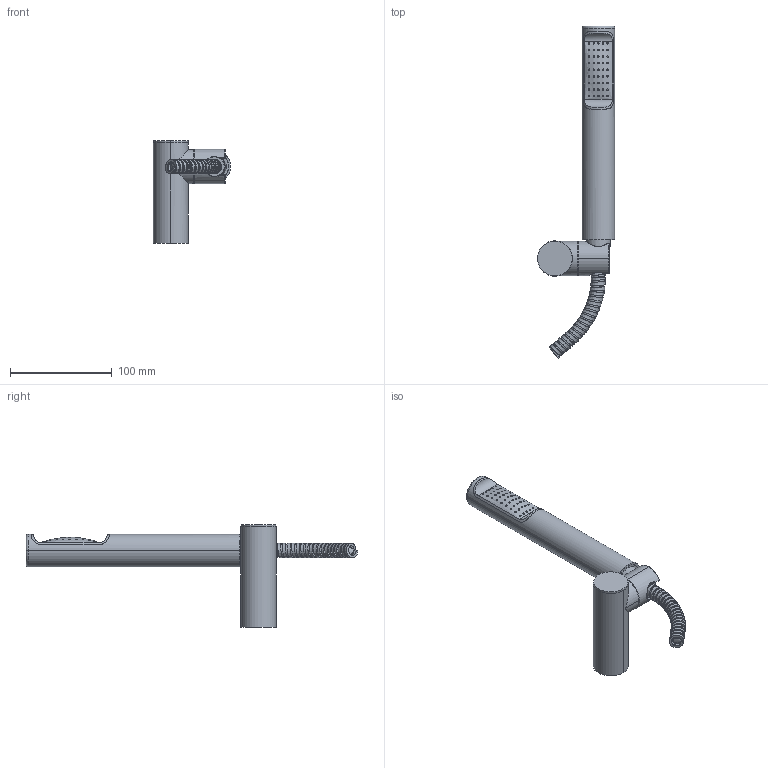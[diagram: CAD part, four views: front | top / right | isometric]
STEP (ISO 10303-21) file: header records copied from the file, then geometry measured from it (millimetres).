
FILE_DESCRIPTION((''),'2;1');
FILE_NAME('ZDUP054CR','2021-11-15T09:21:52',('ut3'),('PAFFONI SpA'),'CREO PARAMETRIC BY PTC INC, 2020044','CREO PARAMETRIC BY PTC INC, 2020044','');
FILE_SCHEMA(('CONFIG_CONTROL_DESIGN','SHAPE_APPEARANCE_LAYERS_GROUPS'));
Length unit declared in the file: millimetre
Products named in the file (1): ZDUP054CR
Bounding box: 76 x 326.3 x 101 mm (x, y, z)
Volume: 122239.7 mm3; surface area: 94436.4 mm2
Topology: 3 solids, 3 shells, 380 faces, 977 edges, 624 vertices
Faces by surface type: cylinder 187, plane 113, bspline 54, cone 12, sphere 8, torus 6
Entity records: 33426 total; most frequent: CARTESIAN_POINT 21696, ORIENTED_EDGE 1944, DIRECTION 1712, EDGE_CURVE 972, AXIS2_PLACEMENT_3D 654, VERTEX_POINT 623, EDGE_LOOP 505, VECTOR 404
